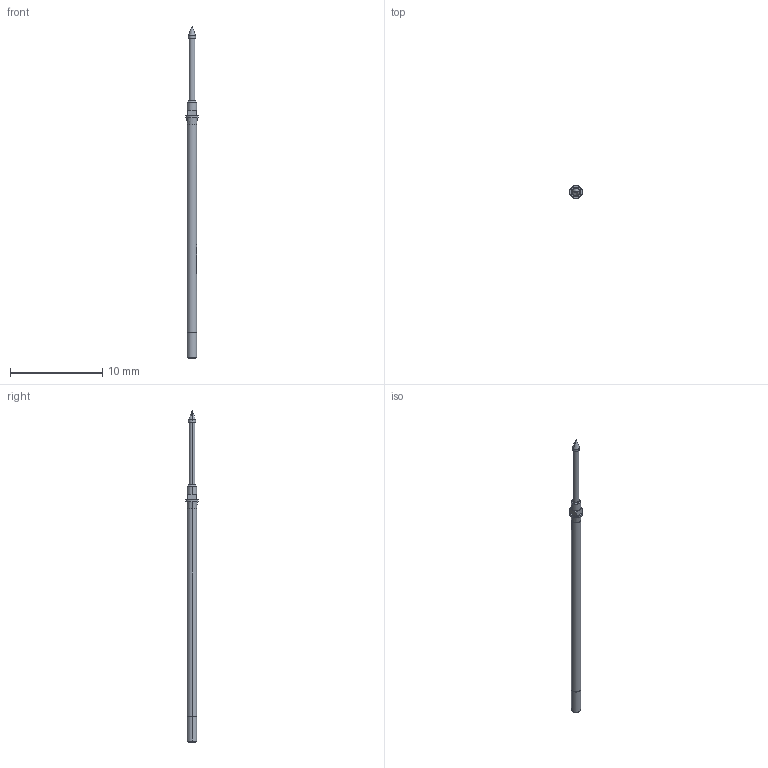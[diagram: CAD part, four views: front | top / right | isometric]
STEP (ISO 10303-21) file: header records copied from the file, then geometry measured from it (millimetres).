
FILE_DESCRIPTION (( 'STEP AP203' ), '1' );
FILE_NAME ('MOD-F17518B078Gxxx.step', '2015-07-09T11:08:29', ( 'firstrun' ), ( 'Hewlett-Packard Company' ), 'SwSTEP 2.0', 'SolidWorks 2012', '' );
FILE_SCHEMA (( 'CONFIG_CONTROL_DESIGN' ));
Length unit declared in the file: millimetre
Products named in the file (1): MOD-F17518B078Gxxx
Bounding box: 1.4 x 1.4 x 35.9 mm (x, y, z)
Volume: 24.6 mm3; surface area: 106.9 mm2
Topology: 1 solids, 1 shells, 196 faces, 543 edges, 353 vertices
Faces by surface type: plane 82, bspline 62, cylinder 44, cone 8
Entity records: 8030 total; most frequent: CARTESIAN_POINT 3469, ORIENTED_EDGE 1082, DIRECTION 718, EDGE_CURVE 541, VERTEX_POINT 353, AXIS2_PLACEMENT_3D 269, B_SPLINE_CURVE_WITH_KNOTS 227, EDGE_LOOP 202
